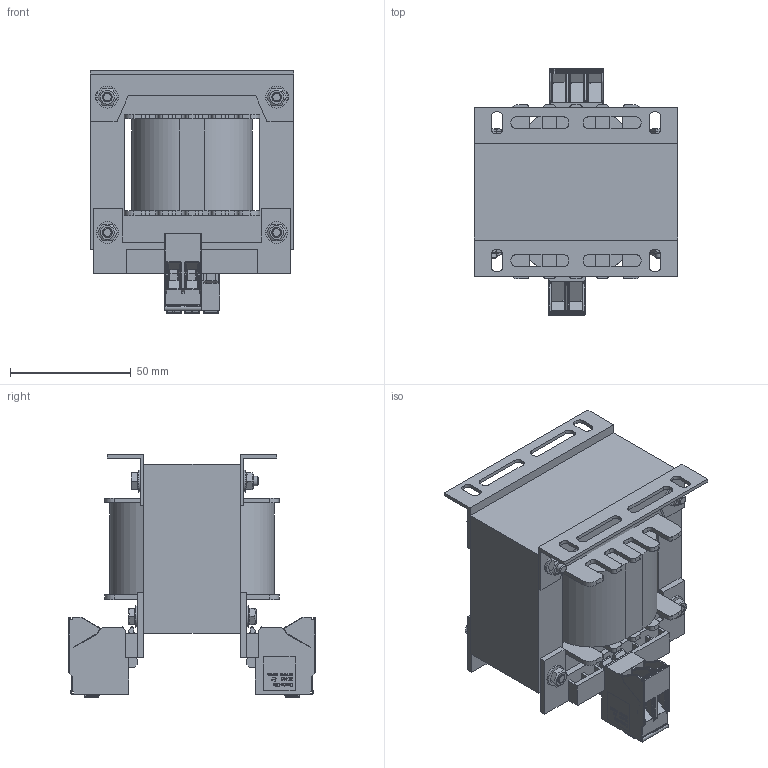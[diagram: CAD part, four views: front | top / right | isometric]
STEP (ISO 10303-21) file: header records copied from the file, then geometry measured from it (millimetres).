
FILE_DESCRIPTION(/* description */ (''),/* implementation_level */ '2;1');
FILE_NAME(/* name */ 'TF031103200.stp',/* time_stamp */ '2022-10-25T08:54:08+02:00',/* author */ ('velazquez'),/* organization */ (''),/* preprocessor_version */ 'ST-DEVELOPER v19.2',/* originating_system */ 'Autodesk Inventor 2023',/* authorisation */ '');
FILE_SCHEMA (('AUTOMOTIVE_DESIGN { 1 0 10303 214 3 1 1 }'));
Products named in the file (10): TF031103200; EI84 x 70 - 40 (RC28); EI 84 X 70 - 40; EI84; AF28DIN; DIN 125 - A 4,3; DIN 933 - M4  x 50; DIN 934 - M4; 1227_TKS_4_3_F NARANJA; 1226_TKS_4_2_F
Assembly tree (24 placements, depth 2):
  TF031103200
    EI84 x 70 - 40 (RC28)
    EI 84 X 70 - 40
    EI84  x2
    AF28DIN  x2
    DIN 125 - A 4,3  x8
    DIN 933 - M4  x 50  x4
    DIN 934 - M4  x4
    1227_TKS_4_3_F NARANJA
    1226_TKS_4_2_F
Bounding box: 84 x 101.9 x 100.5 mm (x, y, z)
Volume: 307978.8 mm3; surface area: 93951.2 mm2
Topology: 24 solids, 24 shells, 4163 faces, 11619 edges, 7558 vertices
Faces by surface type: plane 3314, cylinder 580, bspline 125, torus 90, cone 48, sphere 6
Full cylindrical faces by diameter (mm): 3.242 x4, 3.621 x4, 4 x8, 4.3 x8, 4.5 x4, 5.9 x4, 9 x8
Entity records: 133915 total; most frequent: CARTESIAN_POINT 27795, ORIENTED_EDGE 22100, DIRECTION 19867, EDGE_CURVE 11050, LINE 9603, VECTOR 9603, VERTEX_POINT 7195, AXIS2_PLACEMENT_3D 5132
